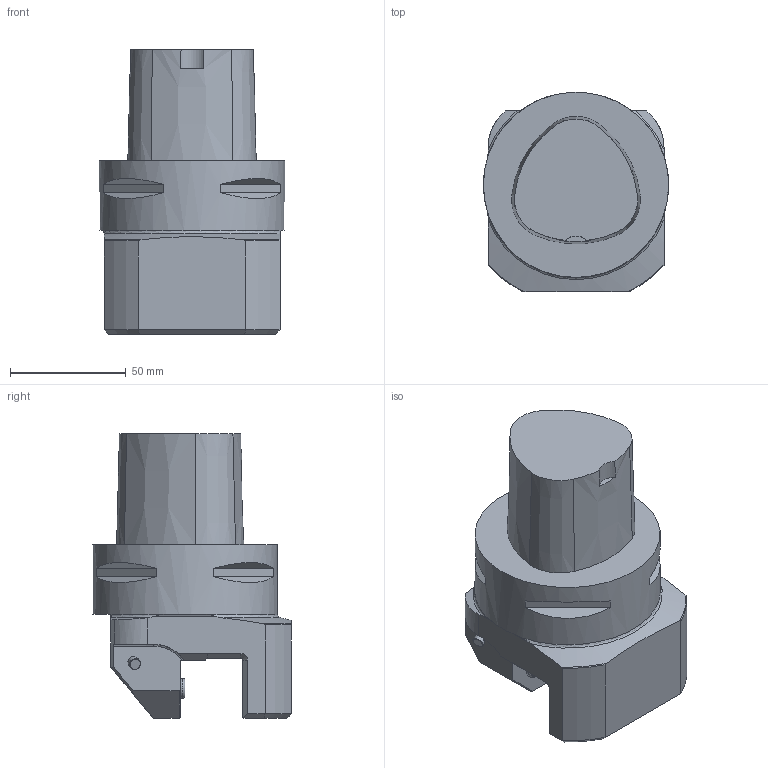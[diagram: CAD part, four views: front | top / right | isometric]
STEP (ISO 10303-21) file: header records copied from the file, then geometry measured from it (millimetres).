
FILE_DESCRIPTION(/* description */ (''),/* implementation_level */ '2;1');
FILE_NAME(/* name */ '1581917383207.stp',/* time_stamp */ '2020-02-17T10:59:53+05:00',/* author */ (''),/* organization */ ('SMS'),/* preprocessor_version */ 'ST-DEVELOPER v16.7',/* originating_system */ 'SIEMENS PLM Software NX 12.0',/* authorisation */ '');
FILE_SCHEMA (('AUTOMOTIVE_DESIGN { 1 0 10303 214 3 1 1 1 }'));
Length unit declared in the file: millimetre
Products named in the file (1): 200952088mod000_02
Bounding box: 79.98 x 85.91 x 123 mm (x, y, z)
Volume: 430948.4 mm3; surface area: 41256.6 mm2
Topology: 1 solids, 1 shells, 110 faces, 269 edges, 178 vertices
Faces by surface type: plane 61, cylinder 24, cone 15, torus 10
Full cylindrical faces by diameter (mm): 5 x2, 8.5 x3, 12.5 x3, 80 x1
Entity records: 3342 total; most frequent: CARTESIAN_POINT 780, DIRECTION 519, ORIENTED_EDGE 498, EDGE_CURVE 249, AXIS2_PLACEMENT_3D 200, VERTEX_POINT 168, EDGE_LOOP 137, LINE 119
